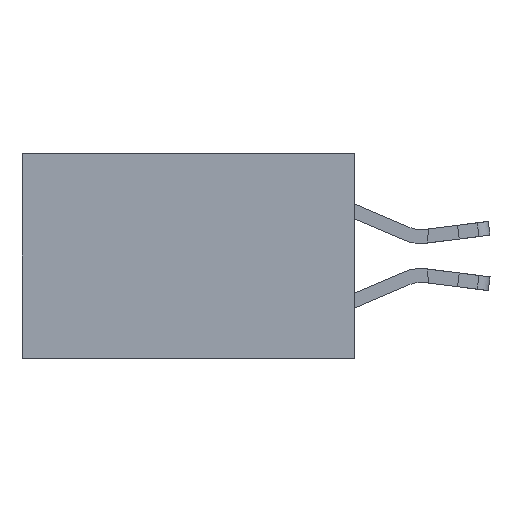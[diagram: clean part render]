
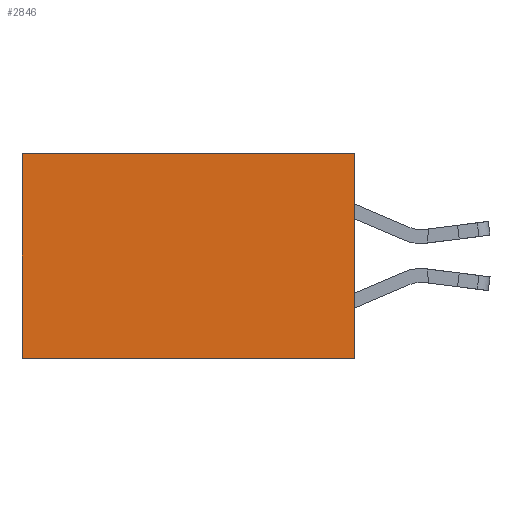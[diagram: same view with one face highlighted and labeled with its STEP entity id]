
A CAD part, left-side view. The second image highlights one B-rep face of the part: STEP entity #2846.
In plain terms, the highlighted planar face has unit normal (-1, 0, 0).
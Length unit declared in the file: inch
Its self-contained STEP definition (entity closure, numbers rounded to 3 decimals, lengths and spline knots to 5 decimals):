
#1583 = CARTESIAN_POINT ( 'NONE',  ( 0.298, 0., -0.37 ) ) ;
#1888 = LINE ( 'NONE', #18226, #17152 ) ;
#1963 = EDGE_CURVE ( 'NONE', #5592, #15854, #24787, .T. ) ;
#2638 = DIRECTION ( 'NONE',  ( 0., 1., 0. ) ) ;
#2846 = ADVANCED_FACE ( 'NONE', ( #5031 ), #14253, .F. ) ;
#2850 = ORIENTED_EDGE ( 'NONE', *, *, #4977, .F. ) ;
#3144 = AXIS2_PLACEMENT_3D ( 'NONE', #16083, #10098, #12114 ) ;
#4061 = CARTESIAN_POINT ( 'NONE',  ( 0.298, 0., 0. ) ) ;
#4977 = EDGE_CURVE ( 'NONE', #5592, #15237, #18547, .T. ) ;
#5031 = FACE_OUTER_BOUND ( 'NONE', #8044, .T. ) ;
#5575 = VECTOR ( 'NONE', #10430, 39.37008 ) ;
#5592 = VERTEX_POINT ( 'NONE', #11533 ) ;
#6095 = CARTESIAN_POINT ( 'NONE',  ( 0.298, 0.6, -0.37 ) ) ;
#6825 = LINE ( 'NONE', #1583, #23965 ) ;
#7364 = VECTOR ( 'NONE', #2638, 39.37008 ) ;
#8044 = EDGE_LOOP ( 'NONE', ( #26106, #8513, #2850, #17767 ) ) ;
#8513 = ORIENTED_EDGE ( 'NONE', *, *, #26588, .F. ) ;
#9190 = CARTESIAN_POINT ( 'NONE',  ( 0.298, 0., -0.37 ) ) ;
#10098 = DIRECTION ( 'NONE',  ( 1., 0., 0. ) ) ;
#10430 = DIRECTION ( 'NONE',  ( 0., 0., -1. ) ) ;
#11533 = CARTESIAN_POINT ( 'NONE',  ( 0.298, 0., 0. ) ) ;
#12114 = DIRECTION ( 'NONE',  ( 0., 0., -1. ) ) ;
#12152 = VERTEX_POINT ( 'NONE', #6095 ) ;
#12168 = DIRECTION ( 'NONE',  ( 0., 0., -1. ) ) ;
#13979 = EDGE_CURVE ( 'NONE', #15854, #12152, #1888, .T. ) ;
#14253 = PLANE ( 'NONE',  #3144 ) ;
#15060 = CARTESIAN_POINT ( 'NONE',  ( 0.298, 0., 0. ) ) ;
#15237 = VERTEX_POINT ( 'NONE', #9190 ) ;
#15854 = VERTEX_POINT ( 'NONE', #25782 ) ;
#16083 = CARTESIAN_POINT ( 'NONE',  ( 0.298, 0., 0. ) ) ;
#16094 = DIRECTION ( 'NONE',  ( 0., 1., 0. ) ) ;
#17152 = VECTOR ( 'NONE', #12168, 39.37008 ) ;
#17767 = ORIENTED_EDGE ( 'NONE', *, *, #1963, .T. ) ;
#18226 = CARTESIAN_POINT ( 'NONE',  ( 0.298, 0.6, 0. ) ) ;
#18547 = LINE ( 'NONE', #4061, #5575 ) ;
#23965 = VECTOR ( 'NONE', #16094, 39.37008 ) ;
#24787 = LINE ( 'NONE', #15060, #7364 ) ;
#25782 = CARTESIAN_POINT ( 'NONE',  ( 0.298, 0.6, 0. ) ) ;
#26106 = ORIENTED_EDGE ( 'NONE', *, *, #13979, .T. ) ;
#26588 = EDGE_CURVE ( 'NONE', #15237, #12152, #6825, .T. ) ;
